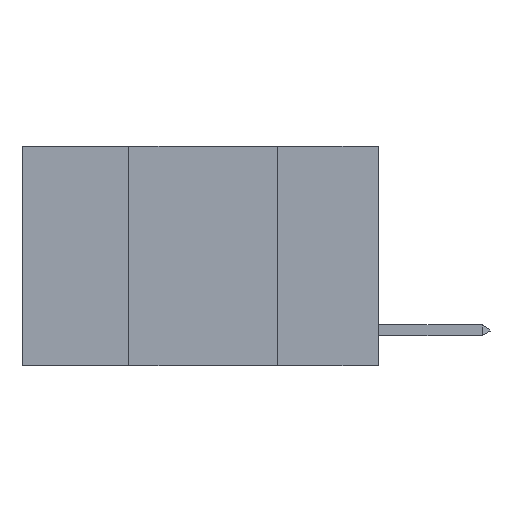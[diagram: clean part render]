
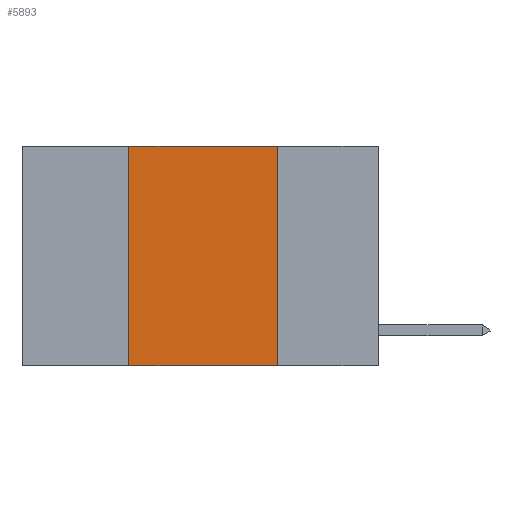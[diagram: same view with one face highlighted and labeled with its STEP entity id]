
A CAD part, left-side view. The second image highlights one B-rep face of the part: STEP entity #5893.
In plain terms, the highlighted planar face has unit normal (-1, 0, 0).
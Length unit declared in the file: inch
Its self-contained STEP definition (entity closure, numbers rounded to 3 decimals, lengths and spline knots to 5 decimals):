
#655 = CARTESIAN_POINT ( 'NONE',  ( 0., 0.42, 0. ) ) ;
#675 = CARTESIAN_POINT ( 'NONE',  ( 0., 0.17, -0.37 ) ) ;
#789 = EDGE_CURVE ( 'NONE', #6431, #3520, #3915, .T. ) ;
#1703 = CARTESIAN_POINT ( 'NONE',  ( 0., 0.17, 0. ) ) ;
#1783 = ORIENTED_EDGE ( 'NONE', *, *, #10653, .F. ) ;
#1835 = VECTOR ( 'NONE', #10545, 39.37008 ) ;
#1995 = VECTOR ( 'NONE', #8283, 39.37008 ) ;
#2769 = VERTEX_POINT ( 'NONE', #7611 ) ;
#2860 = VERTEX_POINT ( 'NONE', #675 ) ;
#3520 = VERTEX_POINT ( 'NONE', #1703 ) ;
#3611 = VECTOR ( 'NONE', #8839, 39.37008 ) ;
#3692 = ORIENTED_EDGE ( 'NONE', *, *, #10620, .F. ) ;
#3740 = ORIENTED_EDGE ( 'NONE', *, *, #789, .F. ) ;
#3915 = LINE ( 'NONE', #7876, #3611 ) ;
#4507 = CARTESIAN_POINT ( 'NONE',  ( 0., 0.17, 0. ) ) ;
#4509 = LINE ( 'NONE', #7467, #1835 ) ;
#5397 = CARTESIAN_POINT ( 'NONE',  ( 0., 0.6, 0. ) ) ;
#5893 = ADVANCED_FACE ( 'NONE', ( #10350 ), #11558, .F. ) ;
#6281 = VECTOR ( 'NONE', #11754, 39.37008 ) ;
#6405 = DIRECTION ( 'NONE',  ( 0., 0., -1. ) ) ;
#6431 = VERTEX_POINT ( 'NONE', #655 ) ;
#6643 = ORIENTED_EDGE ( 'NONE', *, *, #10099, .T. ) ;
#6815 = AXIS2_PLACEMENT_3D ( 'NONE', #5397, #12638, #6405 ) ;
#7311 = CARTESIAN_POINT ( 'NONE',  ( 0., 0.6, -0.37 ) ) ;
#7399 = LINE ( 'NONE', #7311, #1995 ) ;
#7467 = CARTESIAN_POINT ( 'NONE',  ( 0., 0.42, 0. ) ) ;
#7611 = CARTESIAN_POINT ( 'NONE',  ( 0., 0.42, -0.37 ) ) ;
#7876 = CARTESIAN_POINT ( 'NONE',  ( 0., 0.6, 0. ) ) ;
#8283 = DIRECTION ( 'NONE',  ( 0., -1., 0. ) ) ;
#8839 = DIRECTION ( 'NONE',  ( 0., -1., 0. ) ) ;
#8910 = LINE ( 'NONE', #4507, #6281 ) ;
#10099 = EDGE_CURVE ( 'NONE', #2769, #2860, #7399, .T. ) ;
#10350 = FACE_OUTER_BOUND ( 'NONE', #12566, .T. ) ;
#10545 = DIRECTION ( 'NONE',  ( 0., 0., 1. ) ) ;
#10620 = EDGE_CURVE ( 'NONE', #2769, #6431, #4509, .T. ) ;
#10653 = EDGE_CURVE ( 'NONE', #3520, #2860, #8910, .T. ) ;
#11558 = PLANE ( 'NONE',  #6815 ) ;
#11754 = DIRECTION ( 'NONE',  ( 0., 0., -1. ) ) ;
#12566 = EDGE_LOOP ( 'NONE', ( #1783, #3740, #3692, #6643 ) ) ;
#12638 = DIRECTION ( 'NONE',  ( 1., 0., 0. ) ) ;
